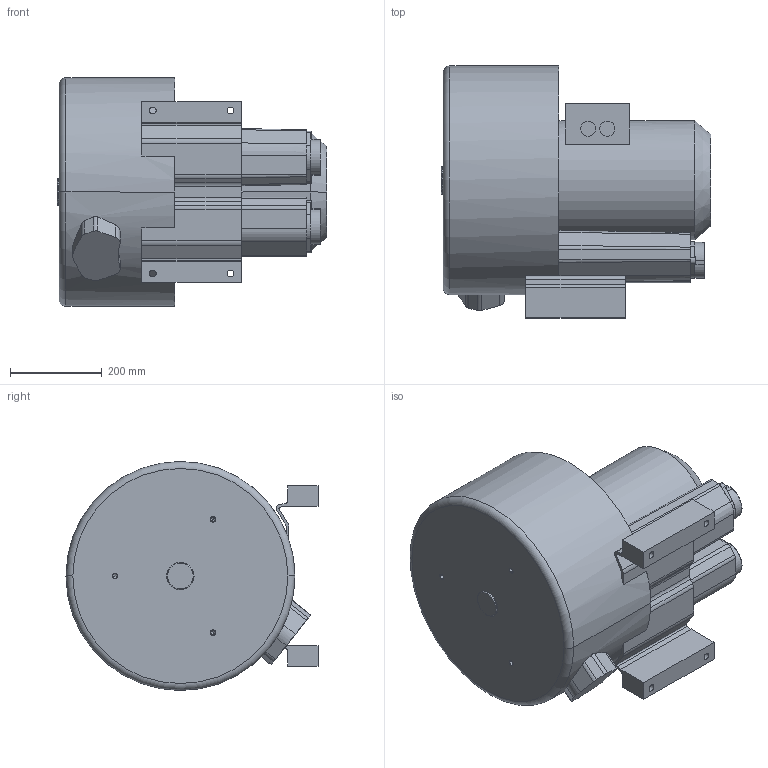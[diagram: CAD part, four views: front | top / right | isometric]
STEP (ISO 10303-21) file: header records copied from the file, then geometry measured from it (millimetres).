
FILE_DESCRIPTION((''),'2;1');
FILE_NAME('VSC0880_2PT751_GEWFL_ASM','2009-09-18T',('rnennstiel'),('MTC GmbH'),'PRO/ENGINEER BY PARAMETRIC TECHNOLOGY CORPORATION, 2008310','PRO/ENGINEER BY PARAMETRIC TECHNOLOGY CORPORATION, 2008310','');
FILE_SCHEMA(('AUTOMOTIVE_DESIGN_CC2 { 1 2 10303 214 -1 1 5 2 }'));
Length unit declared in the file: millimetre
Products named in the file (3): VSC0880_2PT751_7; GEWINDEFLANSCH_2_1_2_ZOLL; VSC0880_2PT751_GEWFL_ASM
Assembly tree (3 placements, depth 2):
  VSC0880_2PT751_GEWFL_ASM
    VSC0880_2PT751_7
    GEWINDEFLANSCH_2_1_2_ZOLL  x2
Bounding box: 589 x 550.81 x 500 mm (x, y, z)
Volume: 73564527.5 mm3; surface area: 1857996.4 mm2
Topology: 3 solids, 16 shells, 978 faces, 2671 edges, 1765 vertices
Faces by surface type: extrusion 414, plane 354, cylinder 174, cone 32, torus 4
Entity records: 33601 total; most frequent: CARTESIAN_POINT 10694, ORIENTED_EDGE 5098, DIRECTION 3538, EDGE_CURVE 2573, VERTEX_POINT 1715, VECTOR 1658, B_SPLINE_CURVE_WITH_KNOTS 1349, LINE 1244
